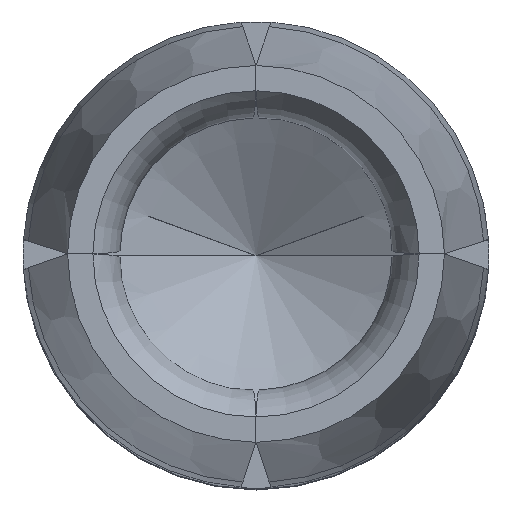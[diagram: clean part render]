
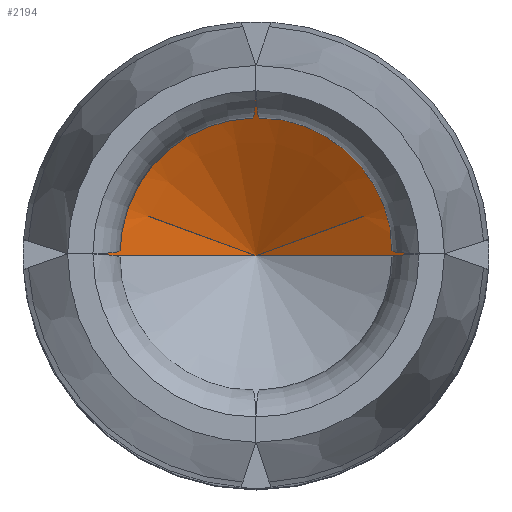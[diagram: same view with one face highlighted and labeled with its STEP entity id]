
A CAD part, top view. The second image highlights one B-rep face of the part: STEP entity #2194.
In plain terms, the highlighted conical face has half-angle 59.999 degrees and reference radius 1.122 mm.
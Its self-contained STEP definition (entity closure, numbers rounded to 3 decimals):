
#941=CARTESIAN_POINT('',(0.,0.,1.27));
#942=DIRECTION('',(0.,0.,1.));
#943=DIRECTION('',(1.,0.,0.));
#944=AXIS2_PLACEMENT_3D('',#941,#942,#943);
#958=DIRECTION('',(0.866,0.,0.5));
#959=VECTOR('',#958,2.54);
#960=CARTESIAN_POINT('',(0.,0.,0.));
#961=LINE('',#960,#959);
#962=DIRECTION('',(-0.866,0.,0.5));
#963=VECTOR('',#962,2.54);
#964=CARTESIAN_POINT('',(0.,0.,0.));
#965=LINE('',#964,#963);
#966=CARTESIAN_POINT('',(0.,0.,0.));
#967=CARTESIAN_POINT('',(2.2,0.,1.27));
#968=VERTEX_POINT('',#966);
#969=VERTEX_POINT('',#967);
#974=CARTESIAN_POINT('',(-2.2,0.,1.27));
#975=VERTEX_POINT('',#974);
#2182=CARTESIAN_POINT('',(0.,0.,0.648));
#2183=DIRECTION('',(0.,0.,1.));
#2184=DIRECTION('',(-1.,0.,0.));
#2185=AXIS2_PLACEMENT_3D('',#2182,#2183,#2184);
#2186=CONICAL_SURFACE('',#2185,1.122,59.999);
#2188=ORIENTED_EDGE('',*,*,#2187,.F.);
#2190=ORIENTED_EDGE('',*,*,#2189,.T.);
#2191=ORIENTED_EDGE('',*,*,#2148,.F.);
#2192=EDGE_LOOP('',(#2188,#2190,#2191));
#2193=FACE_OUTER_BOUND('',#2192,.F.);
#2194=ADVANCED_FACE('',(#2193),#2186,.F.);
#945=CIRCLE('',#944,2.2);
#2148=EDGE_CURVE('',#969,#975,#945,.T.);
#2187=EDGE_CURVE('',#968,#969,#961,.T.);
#2189=EDGE_CURVE('',#968,#975,#965,.T.);
